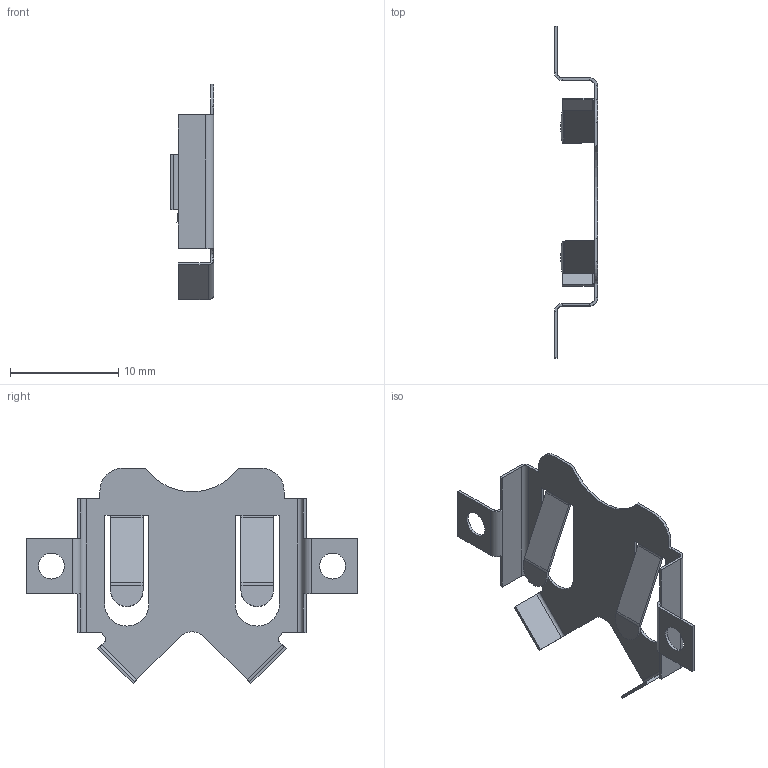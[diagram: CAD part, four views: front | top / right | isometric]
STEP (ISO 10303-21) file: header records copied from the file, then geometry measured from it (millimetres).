
FILE_DESCRIPTION((''),'2;1');
FILE_NAME('S821-46','2012-03-15T',('wbourne'),(''),'PRO/ENGINEER BY PARAMETRIC TECHNOLOGY CORPORATION, 2010280','PRO/ENGINEER BY PARAMETRIC TECHNOLOGY CORPORATION, 2010280','');
FILE_SCHEMA(('CONFIG_CONTROL_DESIGN','SHAPE_APPEARANCE_LAYERS_GROUPS'));
Length unit declared in the file: millimetre
Products named in the file (1): S821-46
Bounding box: 4 x 30.7 x 19.94 mm (x, y, z)
Volume: 110.8 mm3; surface area: 956.1 mm2
Topology: 1 solids, 1 shells, 165 faces, 400 edges, 240 vertices
Faces by surface type: plane 129, cylinder 36
Entity records: 5958 total; most frequent: CARTESIAN_POINT 805, DIRECTION 802, ORIENTED_EDGE 800, PRESENTATION_STYLE_ASSIGNMENT 401, STYLED_ITEM 401, CURVE_STYLE 400, EDGE_CURVE 400, VECTOR 328
